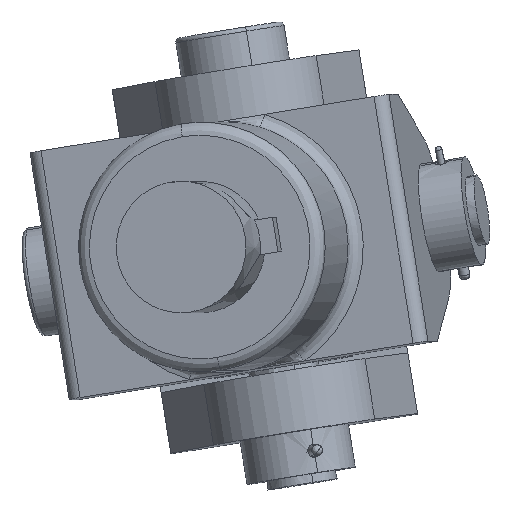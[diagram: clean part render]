
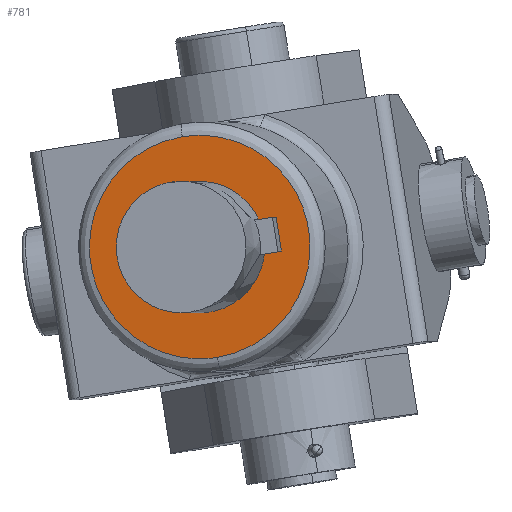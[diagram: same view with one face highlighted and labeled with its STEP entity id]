
A CAD part, left-side view. The second image highlights one B-rep face of the part: STEP entity #781.
In plain terms, the highlighted free-form (B-spline) face has degree [1, 1] with [2, 2] control points.
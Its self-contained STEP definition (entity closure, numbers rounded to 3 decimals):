
#332 = VERTEX_POINT('',#333);
#333 = CARTESIAN_POINT('',(-347.969,32.133,
    -3.227));
#338 = EDGE_CURVE('',#339,#332,#341,.T.);
#339 = VERTEX_POINT('',#340);
#340 = CARTESIAN_POINT('',(-347.686,33.843,7.539
    ));
#341 = ( BOUNDED_CURVE() B_SPLINE_CURVE(2,(#342,#343,#344,#345,#346,#347
,#348),.UNSPECIFIED.,.F.,.F.) B_SPLINE_CURVE_WITH_KNOTS((3,2,2,3),(
    0.262,2.182,4.101,6.021),
.PIECEWISE_BEZIER_KNOTS.) CURVE() GEOMETRIC_REPRESENTATION_ITEM() 
RATIONAL_B_SPLINE_CURVE((1.,0.574,1.,0.574,1.,
0.574,1.)) REPRESENTATION_ITEM('') );
#342 = CARTESIAN_POINT('',(-347.686,33.843,
    7.539));
#343 = CARTESIAN_POINT('',(-345.676,45.973,
    34.942));
#344 = CARTESIAN_POINT('',(-342.153,67.234,
    14.021));
#345 = CARTESIAN_POINT('',(-338.63,88.494,
    -6.9));
#346 = CARTESIAN_POINT('',(-343.048,61.831,
    -20.002));
#347 = CARTESIAN_POINT('',(-347.466,35.168,
    -33.105));
#348 = CARTESIAN_POINT('',(-347.969,32.133,
    -3.227));
#513 = VERTEX_POINT('',#514);
#514 = CARTESIAN_POINT('',(-348.594,28.361,
    8.433));
#519 = EDGE_CURVE('',#339,#513,#520,.T.);
#520 = B_SPLINE_CURVE_WITH_KNOTS('',1,(#521,#522),.UNSPECIFIED.,.F.,.F.,
  (2,2),(-2.006,2.006),.PIECEWISE_BEZIER_KNOTS.);
#521 = CARTESIAN_POINT('',(-347.686,33.843,7.539)
  );
#522 = CARTESIAN_POINT('',(-348.594,28.361,
    8.433));
#535 = EDGE_CURVE('',#536,#332,#538,.T.);
#536 = VERTEX_POINT('',#537);
#537 = CARTESIAN_POINT('',(-348.877,26.652,
    -2.333));
#538 = B_SPLINE_CURVE_WITH_KNOTS('',1,(#539,#540),.UNSPECIFIED.,.F.,.F.,
  (2,2),(-2.006,2.006),.PIECEWISE_BEZIER_KNOTS.);
#539 = CARTESIAN_POINT('',(-348.877,26.652,
    -2.333));
#540 = CARTESIAN_POINT('',(-347.969,32.133,
    -3.227));
#557 = EDGE_CURVE('',#513,#536,#558,.T.);
#558 = B_SPLINE_CURVE_WITH_KNOTS('',1,(#559,#560),.UNSPECIFIED.,.F.,.F.,
  (2,2),(-3.888,3.888),.PIECEWISE_BEZIER_KNOTS.);
#559 = CARTESIAN_POINT('',(-348.594,28.361,
    8.433));
#560 = CARTESIAN_POINT('',(-348.877,26.652,
    -2.333));
#781 = ADVANCED_FACE('',(#782,#804),#810,.T.);
#782 = FACE_BOUND('',#783,.T.);
#783 = EDGE_LOOP('',(#784,#796));
#784 = ORIENTED_EDGE('',*,*,#785,.T.);
#785 = EDGE_CURVE('',#786,#788,#790,.T.);
#786 = VERTEX_POINT('',#787);
#787 = CARTESIAN_POINT('',(-345.477,47.171,
    -36.381));
#788 = VERTEX_POINT('',#789);
#789 = CARTESIAN_POINT('',(-343.619,58.384,
    34.235));
#790 = ( BOUNDED_CURVE() B_SPLINE_CURVE(2,(#791,#792,#793,#794,#795),
.UNSPECIFIED.,.F.,.F.) B_SPLINE_CURVE_WITH_KNOTS((3,2,3),(4.712
,6.283,7.854),.PIECEWISE_BEZIER_KNOTS.) CURVE() 
GEOMETRIC_REPRESENTATION_ITEM() RATIONAL_B_SPLINE_CURVE((1.,
0.707,1.,0.707,1.)) REPRESENTATION_ITEM('') );
#791 = CARTESIAN_POINT('',(-345.477,47.171,
    -36.381));
#792 = CARTESIAN_POINT('',(-351.249,12.338,
    -30.698));
#793 = CARTESIAN_POINT('',(-350.32,17.945,
    4.61));
#794 = CARTESIAN_POINT('',(-349.391,23.551,
    39.918));
#795 = CARTESIAN_POINT('',(-343.619,58.384,
    34.235));
#796 = ORIENTED_EDGE('',*,*,#797,.T.);
#797 = EDGE_CURVE('',#788,#786,#798,.T.);
#798 = ( BOUNDED_CURVE() B_SPLINE_CURVE(2,(#799,#800,#801,#802,#803),
.UNSPECIFIED.,.F.,.F.) B_SPLINE_CURVE_WITH_KNOTS((3,2,3),(1.571,
3.142,4.712),.PIECEWISE_BEZIER_KNOTS.) CURVE() 
GEOMETRIC_REPRESENTATION_ITEM() RATIONAL_B_SPLINE_CURVE((1.,
0.707,1.,0.707,1.)) REPRESENTATION_ITEM('') );
#799 = CARTESIAN_POINT('',(-343.619,58.384,
    34.235));
#800 = CARTESIAN_POINT('',(-337.848,93.217,
    28.552));
#801 = CARTESIAN_POINT('',(-338.777,87.611,
    -6.756));
#802 = CARTESIAN_POINT('',(-339.706,82.004,
    -42.064));
#803 = CARTESIAN_POINT('',(-345.477,47.171,
    -36.381));
#804 = FACE_BOUND('',#805,.T.);
#805 = EDGE_LOOP('',(#806,#807,#808,#809));
#806 = ORIENTED_EDGE('',*,*,#557,.T.);
#807 = ORIENTED_EDGE('',*,*,#535,.T.);
#808 = ORIENTED_EDGE('',*,*,#338,.F.);
#809 = ORIENTED_EDGE('',*,*,#519,.T.);
#810 = B_SPLINE_SURFACE_WITH_KNOTS('',1,1,(
    (#811,#812)
    ,(#813,#814
    )),.UNSPECIFIED.,.F.,.F.,.F.,(2,2),(2,2),(-25.5,25.5),(-25.5,25.5),
  .PIECEWISE_BEZIER_KNOTS.);
#811 = CARTESIAN_POINT('',(-337.848,93.217,28.552
    ));
#812 = CARTESIAN_POINT('',(-349.391,23.551,
    39.918));
#813 = CARTESIAN_POINT('',(-339.706,82.004,
    -42.064));
#814 = CARTESIAN_POINT('',(-351.249,12.338,
    -30.698));
